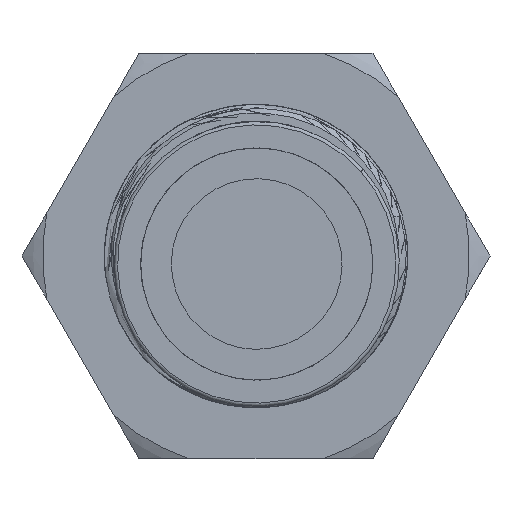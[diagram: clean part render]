
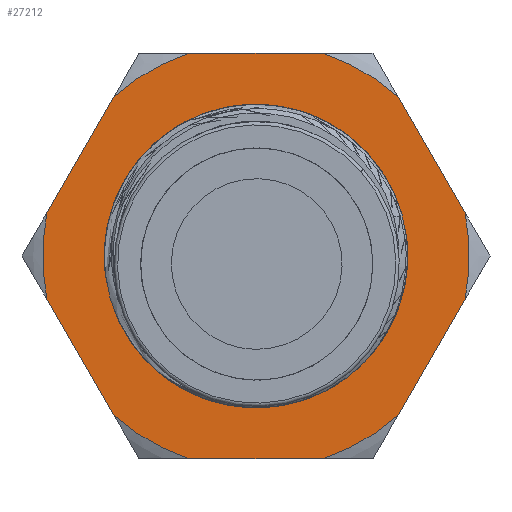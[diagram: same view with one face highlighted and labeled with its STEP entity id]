
A CAD part, front view. The second image highlights one B-rep face of the part: STEP entity #27212.
In plain terms, the highlighted planar face has unit normal (0, -1, 0).
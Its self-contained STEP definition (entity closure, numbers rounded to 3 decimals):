
#80 = CARTESIAN_POINT ( 'NONE',  ( 3.927, 0., -11.87 ) ) ;
#185 = ORIENTED_EDGE ( 'NONE', *, *, #36922, .F. ) ;
#499 = VERTEX_POINT ( 'NONE', #8638 ) ;
#573 = ORIENTED_EDGE ( 'NONE', *, *, #13361, .F. ) ;
#748 = CARTESIAN_POINT ( 'NONE',  ( -3.927, 0., 11.87 ) ) ;
#1017 = AXIS2_PLACEMENT_3D ( 'NONE', #26516, #7466, #35141 ) ;
#1989 = DIRECTION ( 'NONE',  ( 0., 0., 1. ) ) ;
#2185 = VECTOR ( 'NONE', #34516, 1000. ) ;
#2440 = DIRECTION ( 'NONE',  ( 0., 1., 0. ) ) ;
#2564 = CARTESIAN_POINT ( 'NONE',  ( 12.243, 0., -2.534 ) ) ;
#2719 = DIRECTION ( 'NONE',  ( 0., 0., 1. ) ) ;
#2763 = DIRECTION ( 'NONE',  ( 0., 1., 0. ) ) ;
#3244 = AXIS2_PLACEMENT_3D ( 'NONE', #12101, #2440, #18002 ) ;
#3666 = ORIENTED_EDGE ( 'NONE', *, *, #38310, .F. ) ;
#3737 = VERTEX_POINT ( 'NONE', #38032 ) ;
#4348 = CARTESIAN_POINT ( 'NONE',  ( 0., 0., 0. ) ) ;
#5091 = VERTEX_POINT ( 'NONE', #39518 ) ;
#5853 = FACE_OUTER_BOUND ( 'NONE', #17233, .T. ) ;
#6582 = ORIENTED_EDGE ( 'NONE', *, *, #11843, .F. ) ;
#7205 = DIRECTION ( 'NONE',  ( -0.5, 0., -0.866 ) ) ;
#7466 = DIRECTION ( 'NONE',  ( 0., 1., 0. ) ) ;
#7468 = DIRECTION ( 'NONE',  ( -1., 0., 0. ) ) ;
#7641 = EDGE_CURVE ( 'NONE', #22892, #18032, #14618, .T. ) ;
#7665 = CARTESIAN_POINT ( 'NONE',  ( 0., 0., -11.87 ) ) ;
#7947 = AXIS2_PLACEMENT_3D ( 'NONE', #38148, #22760, #2719 ) ;
#8578 = CARTESIAN_POINT ( 'NONE',  ( -3.927, 0., -11.87 ) ) ;
#8638 = CARTESIAN_POINT ( 'NONE',  ( 3.927, 0., 11.87 ) ) ;
#8800 = ORIENTED_EDGE ( 'NONE', *, *, #36210, .F. ) ;
#9234 = ORIENTED_EDGE ( 'NONE', *, *, #14035, .F. ) ;
#9261 = CIRCLE ( 'NONE', #7947, 12.503 ) ;
#9907 = AXIS2_PLACEMENT_3D ( 'NONE', #17485, #23443, #23866 ) ;
#9962 = ORIENTED_EDGE ( 'NONE', *, *, #22829, .T. ) ;
#9989 = AXIS2_PLACEMENT_3D ( 'NONE', #20632, #17746, #1989 ) ;
#10291 = CARTESIAN_POINT ( 'NONE',  ( 12.243, 0., 2.534 ) ) ;
#10337 = CARTESIAN_POINT ( 'NONE',  ( 0., 0., -8.8 ) ) ;
#11249 = AXIS2_PLACEMENT_3D ( 'NONE', #4348, #13588, #16227 ) ;
#11358 = DIRECTION ( 'NONE',  ( 0., 0., 1. ) ) ;
#11519 = ORIENTED_EDGE ( 'NONE', *, *, #13545, .F. ) ;
#11585 = CIRCLE ( 'NONE', #39056, 12.503 ) ;
#11654 = ORIENTED_EDGE ( 'NONE', *, *, #14887, .F. ) ;
#11680 = EDGE_CURVE ( 'NONE', #18995, #38244, #11585, .T. ) ;
#11840 = CARTESIAN_POINT ( 'NONE',  ( 8.316, 0., -9.336 ) ) ;
#11843 = EDGE_CURVE ( 'NONE', #18032, #15580, #27727, .T. ) ;
#12101 = CARTESIAN_POINT ( 'NONE',  ( 0., 0., 0. ) ) ;
#12668 = LINE ( 'NONE', #34393, #19495 ) ;
#13361 = EDGE_CURVE ( 'NONE', #34988, #499, #18915, .T. ) ;
#13545 = EDGE_CURVE ( 'NONE', #5091, #33067, #34050, .T. ) ;
#13588 = DIRECTION ( 'NONE',  ( 0., 1., 0. ) ) ;
#14035 = EDGE_CURVE ( 'NONE', #499, #5091, #20916, .T. ) ;
#14141 = CIRCLE ( 'NONE', #1017, 12.503 ) ;
#14220 = LINE ( 'NONE', #7665, #17635 ) ;
#14594 = VERTEX_POINT ( 'NONE', #10337 ) ;
#14618 = CIRCLE ( 'NONE', #23821, 12.503 ) ;
#14887 = EDGE_CURVE ( 'NONE', #27190, #18995, #16622, .T. ) ;
#15276 = DIRECTION ( 'NONE',  ( 1., 0., 0. ) ) ;
#15414 = CARTESIAN_POINT ( 'NONE',  ( -10.28, 0., -5.935 ) ) ;
#15483 = ORIENTED_EDGE ( 'NONE', *, *, #11680, .F. ) ;
#15580 = VERTEX_POINT ( 'NONE', #37242 ) ;
#16174 = CARTESIAN_POINT ( 'NONE',  ( -8.316, 0., 9.336 ) ) ;
#16227 = DIRECTION ( 'NONE',  ( 0., 0., 1. ) ) ;
#16622 = LINE ( 'NONE', #22148, #25591 ) ;
#17233 = EDGE_LOOP ( 'NONE', ( #9234, #573, #3666, #18382, #8800, #6582, #37098, #22279, #15483, #11654, #185, #11519 ) ) ;
#17485 = CARTESIAN_POINT ( 'NONE',  ( 0., 0., 0. ) ) ;
#17635 = VECTOR ( 'NONE', #7468, 1000. ) ;
#17746 = DIRECTION ( 'NONE',  ( 0., 1., 0. ) ) ;
#18002 = DIRECTION ( 'NONE',  ( 0., 0., 1. ) ) ;
#18032 = VERTEX_POINT ( 'NONE', #27712 ) ;
#18382 = ORIENTED_EDGE ( 'NONE', *, *, #31362, .F. ) ;
#18915 = LINE ( 'NONE', #21568, #2185 ) ;
#18995 = VERTEX_POINT ( 'NONE', #11840 ) ;
#19495 = VECTOR ( 'NONE', #35202, 1000. ) ;
#20632 = CARTESIAN_POINT ( 'NONE',  ( 0., 0., 0. ) ) ;
#20916 = CIRCLE ( 'NONE', #3244, 12.503 ) ;
#21568 = CARTESIAN_POINT ( 'NONE',  ( 0., 0., 11.87 ) ) ;
#21626 = VERTEX_POINT ( 'NONE', #16174 ) ;
#22148 = CARTESIAN_POINT ( 'NONE',  ( 10.28, 0., -5.935 ) ) ;
#22279 = ORIENTED_EDGE ( 'NONE', *, *, #34223, .F. ) ;
#22426 = AXIS2_PLACEMENT_3D ( 'NONE', #31075, #2763, #15276 ) ;
#22760 = DIRECTION ( 'NONE',  ( 0., 1., 0. ) ) ;
#22772 = ORIENTED_EDGE ( 'NONE', *, *, #25998, .T. ) ;
#22829 = EDGE_CURVE ( 'NONE', #3737, #14594, #24273, .T. ) ;
#22892 = VERTEX_POINT ( 'NONE', #8578 ) ;
#23021 = DIRECTION ( 'NONE',  ( 0., 1., 0. ) ) ;
#23443 = DIRECTION ( 'NONE',  ( 0., 1., 0. ) ) ;
#23821 = AXIS2_PLACEMENT_3D ( 'NONE', #32276, #23021, #38609 ) ;
#23866 = DIRECTION ( 'NONE',  ( 0., 0., 1. ) ) ;
#24273 = CIRCLE ( 'NONE', #9907, 8.8 ) ;
#24435 = VERTEX_POINT ( 'NONE', #30195 ) ;
#24850 = VECTOR ( 'NONE', #27912, 1000. ) ;
#25591 = VECTOR ( 'NONE', #7205, 1000. ) ;
#25998 = EDGE_CURVE ( 'NONE', #14594, #3737, #32206, .T. ) ;
#26516 = CARTESIAN_POINT ( 'NONE',  ( 0., 0., 0. ) ) ;
#26924 = CARTESIAN_POINT ( 'NONE',  ( 0., 0., 0. ) ) ;
#27190 = VERTEX_POINT ( 'NONE', #2564 ) ;
#27212 = ADVANCED_FACE ( 'NONE', ( #33941, #5853 ), #30862, .F. ) ;
#27712 = CARTESIAN_POINT ( 'NONE',  ( -8.316, 0., -9.336 ) ) ;
#27727 = LINE ( 'NONE', #15414, #38408 ) ;
#27912 = DIRECTION ( 'NONE',  ( 0.5, 0., -0.866 ) ) ;
#30195 = CARTESIAN_POINT ( 'NONE',  ( -12.243, 0., 2.534 ) ) ;
#30862 = PLANE ( 'NONE',  #22426 ) ;
#31075 = CARTESIAN_POINT ( 'NONE',  ( 0., 0., 0. ) ) ;
#31362 = EDGE_CURVE ( 'NONE', #24435, #21626, #12668, .T. ) ;
#31366 = EDGE_LOOP ( 'NONE', ( #22772, #9962 ) ) ;
#32206 = CIRCLE ( 'NONE', #11249, 8.8 ) ;
#32276 = CARTESIAN_POINT ( 'NONE',  ( 0., 0., 0. ) ) ;
#33067 = VERTEX_POINT ( 'NONE', #10291 ) ;
#33517 = CIRCLE ( 'NONE', #9989, 12.503 ) ;
#33870 = DIRECTION ( 'NONE',  ( -0.5, 0., 0.866 ) ) ;
#33941 = FACE_BOUND ( 'NONE', #31366, .T. ) ;
#34050 = LINE ( 'NONE', #40013, #24850 ) ;
#34223 = EDGE_CURVE ( 'NONE', #38244, #22892, #14220, .T. ) ;
#34393 = CARTESIAN_POINT ( 'NONE',  ( -10.28, 0., 5.935 ) ) ;
#34516 = DIRECTION ( 'NONE',  ( 1., 0., 0. ) ) ;
#34988 = VERTEX_POINT ( 'NONE', #748 ) ;
#35141 = DIRECTION ( 'NONE',  ( 0., 0., 1. ) ) ;
#35202 = DIRECTION ( 'NONE',  ( 0.5, 0., 0.866 ) ) ;
#35544 = DIRECTION ( 'NONE',  ( 0., 1., 0. ) ) ;
#36210 = EDGE_CURVE ( 'NONE', #15580, #24435, #9261, .T. ) ;
#36922 = EDGE_CURVE ( 'NONE', #33067, #27190, #33517, .T. ) ;
#37098 = ORIENTED_EDGE ( 'NONE', *, *, #7641, .F. ) ;
#37242 = CARTESIAN_POINT ( 'NONE',  ( -12.243, 0., -2.534 ) ) ;
#38032 = CARTESIAN_POINT ( 'NONE',  ( 0., 0., 8.8 ) ) ;
#38148 = CARTESIAN_POINT ( 'NONE',  ( 0., 0., 0. ) ) ;
#38244 = VERTEX_POINT ( 'NONE', #80 ) ;
#38310 = EDGE_CURVE ( 'NONE', #21626, #34988, #14141, .T. ) ;
#38408 = VECTOR ( 'NONE', #33870, 1000. ) ;
#38609 = DIRECTION ( 'NONE',  ( 0., 0., 1. ) ) ;
#39056 = AXIS2_PLACEMENT_3D ( 'NONE', #26924, #35544, #11358 ) ;
#39518 = CARTESIAN_POINT ( 'NONE',  ( 8.316, 0., 9.336 ) ) ;
#40013 = CARTESIAN_POINT ( 'NONE',  ( 10.28, 0., 5.935 ) ) ;
